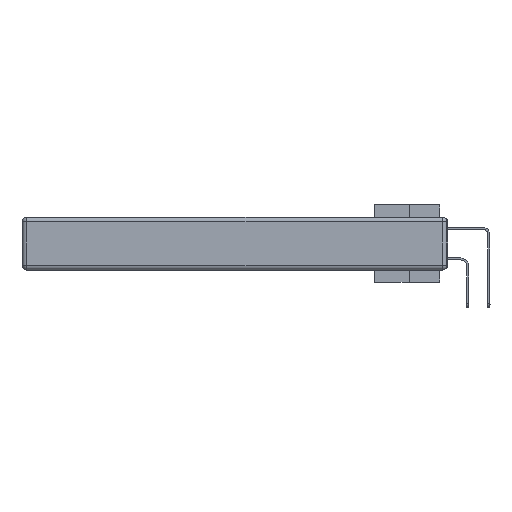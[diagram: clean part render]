
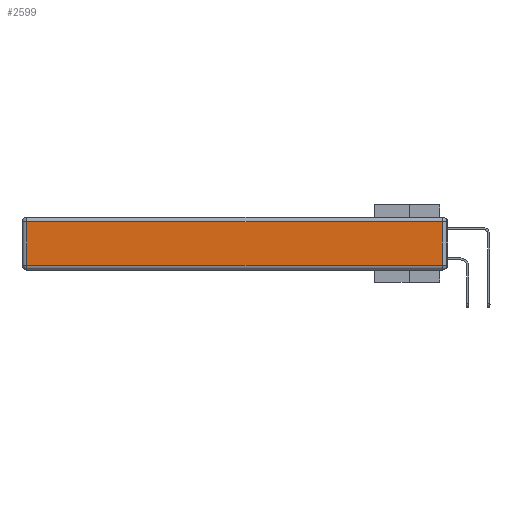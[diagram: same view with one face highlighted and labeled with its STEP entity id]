
A CAD part, left-side view. The second image highlights one B-rep face of the part: STEP entity #2599.
In plain terms, the highlighted planar face has unit normal (-1, 0, 0).
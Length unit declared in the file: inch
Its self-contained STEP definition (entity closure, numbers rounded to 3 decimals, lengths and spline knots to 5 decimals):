
#819 = ORIENTED_EDGE ( 'NONE', *, *, #15037, .T. ) ;
#1219 = LINE ( 'NONE', #23331, #29178 ) ;
#1378 = DIRECTION ( 'NONE',  ( -1., 0., 0. ) ) ;
#1458 = EDGE_CURVE ( 'NONE', #16624, #25440, #24751, .T. ) ;
#2599 = ADVANCED_FACE ( 'NONE', ( #18999 ), #14048, .T. ) ;
#4233 = ORIENTED_EDGE ( 'NONE', *, *, #1458, .T. ) ;
#4422 = AXIS2_PLACEMENT_3D ( 'NONE', #23329, #1378, #30385 ) ;
#4891 = CARTESIAN_POINT ( 'NONE',  ( 0., 2.75, -0.03 ) ) ;
#4946 = VECTOR ( 'NONE', #23959, 39.37008 ) ;
#4948 = LINE ( 'NONE', #17615, #26713 ) ;
#5257 = CARTESIAN_POINT ( 'NONE',  ( 0., 0.03, -0.03 ) ) ;
#6059 = EDGE_LOOP ( 'NONE', ( #819, #14220, #4233, #18395 ) ) ;
#8400 = DIRECTION ( 'NONE',  ( 0., -1., 0. ) ) ;
#9450 = VECTOR ( 'NONE', #26514, 39.37008 ) ;
#11221 = VERTEX_POINT ( 'NONE', #22291 ) ;
#12219 = LINE ( 'NONE', #14182, #4946 ) ;
#12261 = CARTESIAN_POINT ( 'NONE',  ( 0., 0.03, -0.313 ) ) ;
#14048 = PLANE ( 'NONE',  #4422 ) ;
#14182 = CARTESIAN_POINT ( 'NONE',  ( 0., 0.03, -0.343 ) ) ;
#14220 = ORIENTED_EDGE ( 'NONE', *, *, #24386, .T. ) ;
#15037 = EDGE_CURVE ( 'NONE', #11221, #19712, #1219, .T. ) ;
#15222 = DIRECTION ( 'NONE',  ( 0., 0., -1. ) ) ;
#16624 = VERTEX_POINT ( 'NONE', #5257 ) ;
#17615 = CARTESIAN_POINT ( 'NONE',  ( 0., 2.72, -0.343 ) ) ;
#18395 = ORIENTED_EDGE ( 'NONE', *, *, #19003, .T. ) ;
#18999 = FACE_OUTER_BOUND ( 'NONE', #6059, .T. ) ;
#19003 = EDGE_CURVE ( 'NONE', #25440, #11221, #4948, .T. ) ;
#19712 = VERTEX_POINT ( 'NONE', #12261 ) ;
#22291 = CARTESIAN_POINT ( 'NONE',  ( 0., 2.72, -0.313 ) ) ;
#23329 = CARTESIAN_POINT ( 'NONE',  ( 0., 0., -0.343 ) ) ;
#23331 = CARTESIAN_POINT ( 'NONE',  ( 0., 0., -0.313 ) ) ;
#23959 = DIRECTION ( 'NONE',  ( 0., 0., 1. ) ) ;
#24386 = EDGE_CURVE ( 'NONE', #19712, #16624, #12219, .T. ) ;
#24751 = LINE ( 'NONE', #4891, #9450 ) ;
#25440 = VERTEX_POINT ( 'NONE', #28420 ) ;
#26514 = DIRECTION ( 'NONE',  ( 0., 1., 0. ) ) ;
#26713 = VECTOR ( 'NONE', #15222, 39.37008 ) ;
#28420 = CARTESIAN_POINT ( 'NONE',  ( 0., 2.72, -0.03 ) ) ;
#29178 = VECTOR ( 'NONE', #8400, 39.37008 ) ;
#30385 = DIRECTION ( 'NONE',  ( 0., 0., 1. ) ) ;
